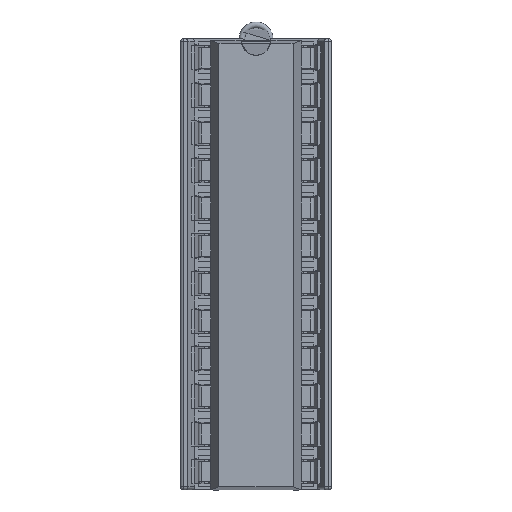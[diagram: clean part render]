
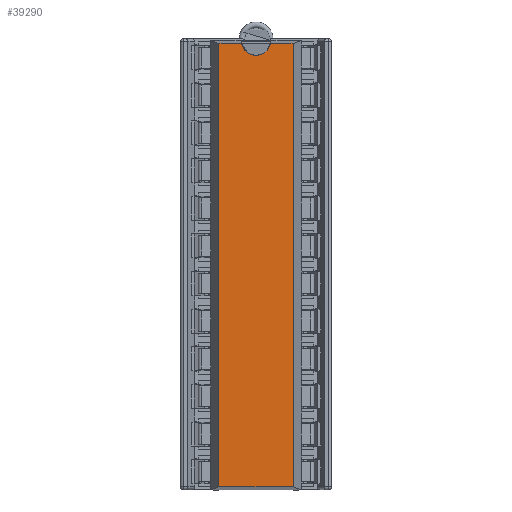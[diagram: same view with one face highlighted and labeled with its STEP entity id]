
A CAD part, top view. The second image highlights one B-rep face of the part: STEP entity #39290.
In plain terms, the highlighted planar face has unit normal (0, 0, 1).
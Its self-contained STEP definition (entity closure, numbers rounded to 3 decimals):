
#37732 = EDGE_CURVE('',#37733,#37735,#37737,.T.);
#37733 = VERTEX_POINT('',#37734);
#37734 = CARTESIAN_POINT('',(2.5,0.96,8.48));
#37735 = VERTEX_POINT('',#37736);
#37736 = CARTESIAN_POINT('',(2.5,-28.98,8.48));
#37737 = LINE('',#37738,#37739);
#37738 = CARTESIAN_POINT('',(2.5,1.16,8.48));
#37739 = VECTOR('',#37740,1.);
#37740 = DIRECTION('',(0.,-1.,0.));
#38387 = VERTEX_POINT('',#38388);
#38388 = CARTESIAN_POINT('',(-2.5,0.96,8.48));
#38394 = EDGE_CURVE('',#38387,#38395,#38397,.T.);
#38395 = VERTEX_POINT('',#38396);
#38396 = CARTESIAN_POINT('',(-2.5,-28.98,8.48));
#38397 = LINE('',#38398,#38399);
#38398 = CARTESIAN_POINT('',(-2.5,1.16,8.48));
#38399 = VECTOR('',#38400,1.);
#38400 = DIRECTION('',(0.,-1.,0.));
#39290 = ADVANCED_FACE('',(#39291),#39324,.F.);
#39291 = FACE_BOUND('',#39292,.F.);
#39292 = EDGE_LOOP('',(#39293,#39294,#39302,#39311,#39317,#39318));
#39293 = ORIENTED_EDGE('',*,*,#38394,.F.);
#39294 = ORIENTED_EDGE('',*,*,#39295,.T.);
#39295 = EDGE_CURVE('',#38387,#39296,#39298,.T.);
#39296 = VERTEX_POINT('',#39297);
#39297 = CARTESIAN_POINT('',(-0.98,0.96,8.48));
#39298 = LINE('',#39299,#39300);
#39299 = CARTESIAN_POINT('',(-33.23,0.96,8.48));
#39300 = VECTOR('',#39301,1.);
#39301 = DIRECTION('',(1.,0.,0.));
#39302 = ORIENTED_EDGE('',*,*,#39303,.T.);
#39303 = EDGE_CURVE('',#39296,#39304,#39306,.T.);
#39304 = VERTEX_POINT('',#39305);
#39305 = CARTESIAN_POINT('',(0.98,0.96,8.48));
#39306 = CIRCLE('',#39307,1.);
#39307 = AXIS2_PLACEMENT_3D('',#39308,#39309,#39310);
#39308 = CARTESIAN_POINT('',(0.,1.16,8.48));
#39309 = DIRECTION('',(0.,0.,1.));
#39310 = DIRECTION('',(1.,0.,0.));
#39311 = ORIENTED_EDGE('',*,*,#39312,.T.);
#39312 = EDGE_CURVE('',#39304,#37733,#39313,.T.);
#39313 = LINE('',#39314,#39315);
#39314 = CARTESIAN_POINT('',(-33.23,0.96,8.48));
#39315 = VECTOR('',#39316,1.);
#39316 = DIRECTION('',(1.,0.,0.));
#39317 = ORIENTED_EDGE('',*,*,#37732,.T.);
#39318 = ORIENTED_EDGE('',*,*,#39319,.F.);
#39319 = EDGE_CURVE('',#38395,#37735,#39320,.T.);
#39320 = LINE('',#39321,#39322);
#39321 = CARTESIAN_POINT('',(-33.23,-28.98,8.48));
#39322 = VECTOR('',#39323,1.);
#39323 = DIRECTION('',(1.,0.,0.));
#39324 = PLANE('',#39325);
#39325 = AXIS2_PLACEMENT_3D('',#39326,#39327,#39328);
#39326 = CARTESIAN_POINT('',(2.5,1.16,8.48));
#39327 = DIRECTION('',(0.,0.,-1.));
#39328 = DIRECTION('',(-1.,0.,0.));
